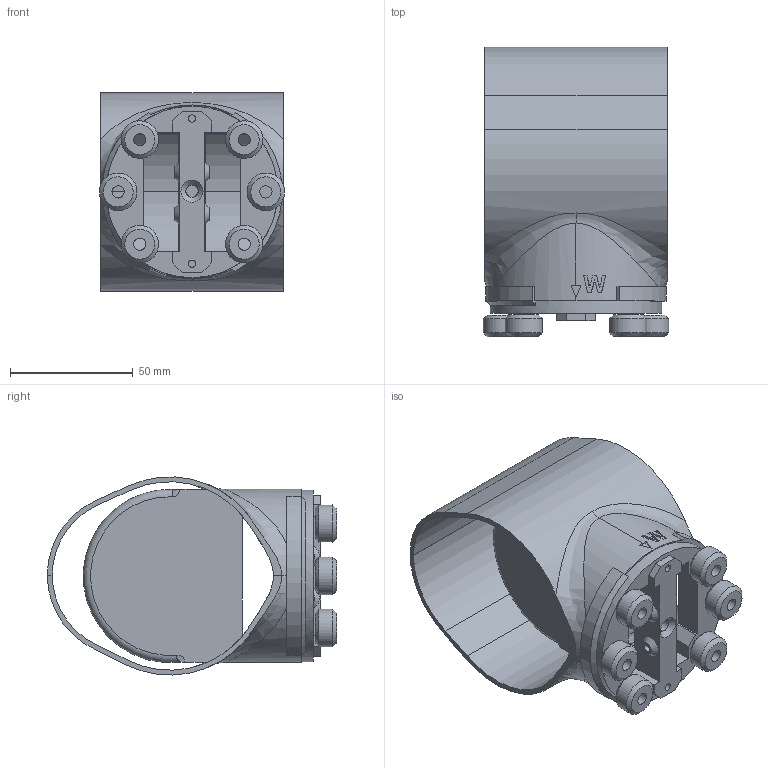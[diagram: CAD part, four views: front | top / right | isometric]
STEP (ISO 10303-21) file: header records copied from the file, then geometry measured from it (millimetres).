
FILE_DESCRIPTION(/* description */ (''),/* implementation_level */ '2;1');
FILE_NAME(/* name */ 'b_ipt_808ff210.STEP',/* time_stamp */ '2023-04-04T17:35:02+02:00',/* author */ ('AdminForWorker'),/* organization */ (''),/* preprocessor_version */ 'ST-DEVELOPER v18.1',/* originating_system */ 'Autodesk Inventor 2021',/* authorisation */ '');
FILE_SCHEMA (('AUTOMOTIVE_DESIGN { 1 0 10303 214 3 1 1 }'));
Length unit declared in the file: millimetre
Products named in the file (1): b
Bounding box: 75.58 x 118.04 x 80.8 mm (x, y, z)
Volume: 121752.3 mm3; surface area: 67936.7 mm2
Topology: 7 solids, 7 shells, 246 faces, 674 edges, 441 vertices
Faces by surface type: plane 156, cylinder 53, cone 18, bspline 17, torus 2
Full cylindrical faces by diameter (mm): 2.998 x4, 3 x2, 5 x12, 15.3 x6, 70 x1
Entity records: 9539 total; most frequent: CARTESIAN_POINT 3166, ORIENTED_EDGE 1340, DIRECTION 1266, EDGE_CURVE 670, VERTEX_POINT 441, LINE 424, VECTOR 424, AXIS2_PLACEMENT_3D 421
